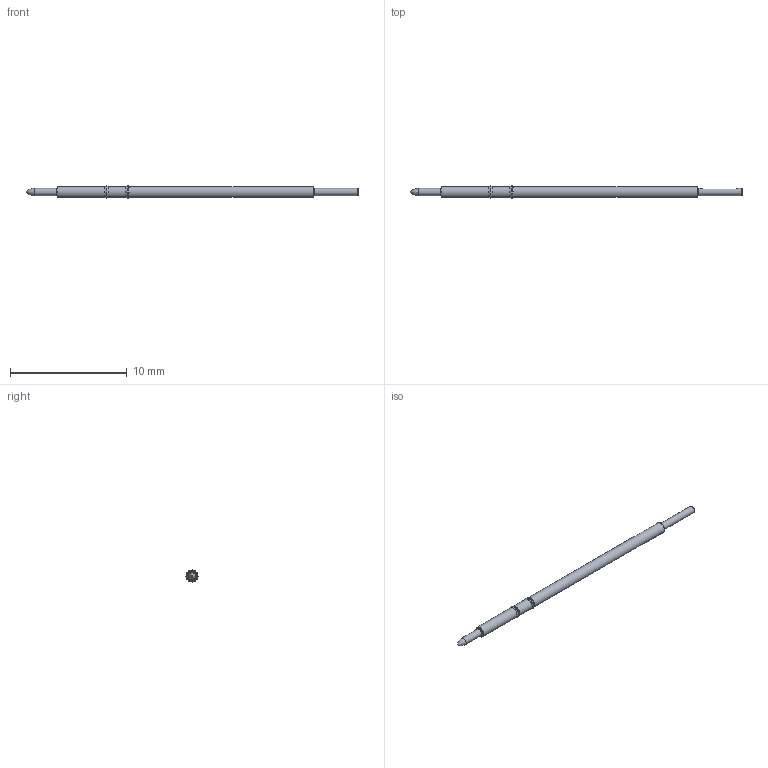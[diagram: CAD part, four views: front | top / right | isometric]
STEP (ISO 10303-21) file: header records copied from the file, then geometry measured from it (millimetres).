
FILE_DESCRIPTION (( 'STEP AP214' ), '1' );
FILE_NAME ('X50-TG-3.STEP', '2021-01-28T16:08:52', ( '' ), ( '' ), 'SwSTEP 2.0', 'SolidWorks 2020', '' );
FILE_SCHEMA (( 'AUTOMOTIVE_DESIGN' ));
Length unit declared in the file: inch
Products named in the file (1): X50-TG-3
Bounding box: 28.45 x 1.03 x 1.03 mm (x, y, z)
Volume: 16.9 mm3; surface area: 79.1 mm2
Topology: 1 solids, 1 shells, 52 faces, 119 edges, 65 vertices
Faces by surface type: cylinder 20, bspline 8, torus 7, plane 6, cone 6, sphere 5
Full cylindrical faces by diameter (mm): 0.397 x1, 0.61 x1, 0.635 x1, 0.94 x3, 1.029 x2
Entity records: 2231 total; most frequent: CARTESIAN_POINT 555, DIRECTION 187, ORIENTED_EDGE 182, EDGE_CURVE 91, AXIS2_PLACEMENT_3D 85, EDGE_LOOP 75, FACE_OUTER_BOUND 65, VERTEX_POINT 62
